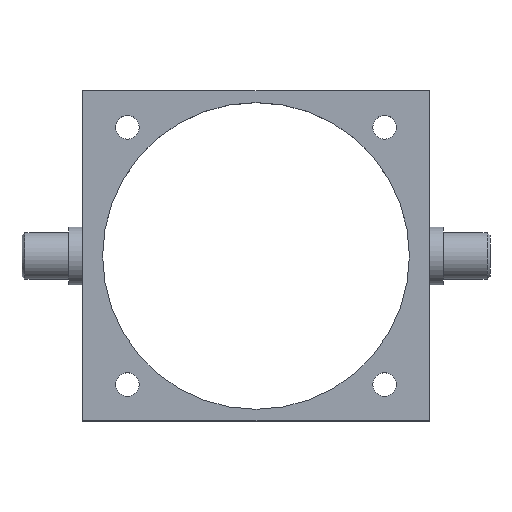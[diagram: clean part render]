
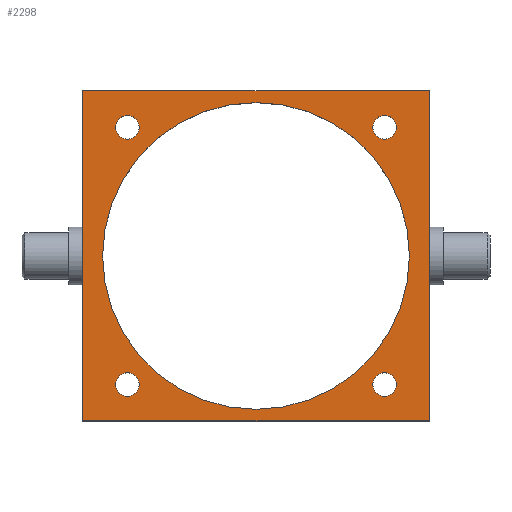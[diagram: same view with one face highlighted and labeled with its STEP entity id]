
A CAD part, top view. The second image highlights one B-rep face of the part: STEP entity #2298.
In plain terms, the highlighted planar face has unit normal (0, 0, 1).
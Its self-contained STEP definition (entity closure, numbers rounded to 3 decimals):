
#55 = ORIENTED_EDGE ( 'NONE', *, *, #1102, .T. ) ;
#264 = DIRECTION ( 'NONE',  ( 1., 0., 0. ) ) ;
#290 = DIRECTION ( 'NONE',  ( 1., 0., 0. ) ) ;
#371 = DIRECTION ( 'NONE',  ( 0., -1., 0. ) ) ;
#379 = CARTESIAN_POINT ( 'NONE',  ( -148., 141., 25. ) ) ;
#448 = CARTESIAN_POINT ( 'NONE',  ( 110., -110., 25. ) ) ;
#449 = DIRECTION ( 'NONE',  ( 0., 0., 1. ) ) ;
#450 = DIRECTION ( 'NONE',  ( 1., 0., 0. ) ) ;
#462 = CARTESIAN_POINT ( 'NONE',  ( 0., 0., 25. ) ) ;
#466 = CARTESIAN_POINT ( 'NONE',  ( -110., -110., 25. ) ) ;
#467 = CARTESIAN_POINT ( 'NONE',  ( -148., 141., 25. ) ) ;
#468 = DIRECTION ( 'NONE',  ( 0., 0., 1. ) ) ;
#469 = DIRECTION ( 'NONE',  ( 1., 0., 0. ) ) ;
#470 = DIRECTION ( 'NONE',  ( 0., 0., 1. ) ) ;
#471 = DIRECTION ( 'NONE',  ( 1., 0., 0. ) ) ;
#472 = CARTESIAN_POINT ( 'NONE',  ( 110., -110., 25. ) ) ;
#473 = DIRECTION ( 'NONE',  ( 0., 0., 1. ) ) ;
#477 = DIRECTION ( 'NONE',  ( 1., 0., 0. ) ) ;
#478 = CARTESIAN_POINT ( 'NONE',  ( 110., 110., 25. ) ) ;
#479 = DIRECTION ( 'NONE',  ( 0., 0., 1. ) ) ;
#480 = DIRECTION ( 'NONE',  ( 1., 0., 0. ) ) ;
#482 = DIRECTION ( 'NONE',  ( -1., 0., 0. ) ) ;
#485 = CARTESIAN_POINT ( 'NONE',  ( 0., 0., 25. ) ) ;
#492 = CARTESIAN_POINT ( 'NONE',  ( 148., 141., 25. ) ) ;
#493 = DIRECTION ( 'NONE',  ( 0., 1., 0. ) ) ;
#495 = DIRECTION ( 'NONE',  ( 0., 0., 1. ) ) ;
#496 = DIRECTION ( 'NONE',  ( 1., 0., 0. ) ) ;
#514 = DIRECTION ( 'NONE',  ( 1., 0., 0. ) ) ;
#515 = DIRECTION ( 'NONE',  ( 0., 0., 1. ) ) ;
#516 = CARTESIAN_POINT ( 'NONE',  ( -110., -110., 25. ) ) ;
#520 = DIRECTION ( 'NONE',  ( 1., 0., 0. ) ) ;
#525 = DIRECTION ( 'NONE',  ( 0., 0., 1. ) ) ;
#540 = CARTESIAN_POINT ( 'NONE',  ( -148., -141., 25. ) ) ;
#573 = CARTESIAN_POINT ( 'NONE',  ( 110., 110., 25. ) ) ;
#590 = DIRECTION ( 'NONE',  ( 1., 0., 0. ) ) ;
#594 = CARTESIAN_POINT ( 'NONE',  ( -110., 110., 25. ) ) ;
#625 = CARTESIAN_POINT ( 'NONE',  ( -110., 110., 25. ) ) ;
#824 = DIRECTION ( 'NONE',  ( 0., 0., 1. ) ) ;
#911 = DIRECTION ( 'NONE',  ( 0., 0., 1. ) ) ;
#929 = CARTESIAN_POINT ( 'NONE',  ( 148., 141., 25. ) ) ;
#941 = CARTESIAN_POINT ( 'NONE',  ( -99.875, 110., 25. ) ) ;
#969 = CARTESIAN_POINT ( 'NONE',  ( -131.1, 0., 25. ) ) ;
#976 = CARTESIAN_POINT ( 'NONE',  ( -99.875, -110., 25. ) ) ;
#978 = CARTESIAN_POINT ( 'NONE',  ( 99.875, -110., 25. ) ) ;
#999 = AXIS2_PLACEMENT_3D ( 'NONE', #516, #525, #264 ) ;
#1002 = AXIS2_PLACEMENT_3D ( 'NONE', #485, #495, #496 ) ;
#1009 = AXIS2_PLACEMENT_3D ( 'NONE', #478, #479, #480 ) ;
#1013 = AXIS2_PLACEMENT_3D ( 'NONE', #462, #470, #471 ) ;
#1019 = AXIS2_PLACEMENT_3D ( 'NONE', #466, #468, #469 ) ;
#1046 = AXIS2_PLACEMENT_3D ( 'NONE', #1532, #1375, #1427 ) ;
#1062 = EDGE_CURVE ( 'NONE', #2349, #2358, #1755, .T. ) ;
#1063 = EDGE_CURVE ( 'NONE', #2392, #2333, #1817, .T. ) ;
#1088 = EDGE_CURVE ( 'NONE', #2327, #2349, #2252, .T. ) ;
#1091 = EDGE_CURVE ( 'NONE', #2378, #2353, #2200, .T. ) ;
#1098 = EDGE_CURVE ( 'NONE', #2373, #2359, #1910, .T. ) ;
#1099 = EDGE_CURVE ( 'NONE', #2361, #2402, #2174, .T. ) ;
#1100 = EDGE_CURVE ( 'NONE', #2353, #2378, #2138, .T. ) ;
#1101 = EDGE_CURVE ( 'NONE', #2362, #2364, #2162, .T. ) ;
#1102 = EDGE_CURVE ( 'NONE', #2383, #2327, #2137, .T. ) ;
#1106 = EDGE_CURVE ( 'NONE', #2358, #2383, #2187, .T. ) ;
#1107 = EDGE_CURVE ( 'NONE', #2402, #2361, #2134, .T. ) ;
#1119 = EDGE_CURVE ( 'NONE', #2333, #2392, #2271, .T. ) ;
#1120 = EDGE_CURVE ( 'NONE', #2364, #2362, #1950, .T. ) ;
#1121 = EDGE_CURVE ( 'NONE', #2359, #2373, #2001, .T. ) ;
#1203 = AXIS2_PLACEMENT_3D ( 'NONE', #625, #911, #520 ) ;
#1206 = AXIS2_PLACEMENT_3D ( 'NONE', #448, #449, #450 ) ;
#1208 = AXIS2_PLACEMENT_3D ( 'NONE', #472, #473, #477 ) ;
#1209 = AXIS2_PLACEMENT_3D ( 'NONE', #573, #824, #590 ) ;
#1210 = AXIS2_PLACEMENT_3D ( 'NONE', #594, #515, #514 ) ;
#1283 = CARTESIAN_POINT ( 'NONE',  ( 120.125, -110., 25. ) ) ;
#1287 = CARTESIAN_POINT ( 'NONE',  ( -120.125, -110., 25. ) ) ;
#1336 = CARTESIAN_POINT ( 'NONE',  ( -120.125, 110., 25. ) ) ;
#1343 = CARTESIAN_POINT ( 'NONE',  ( -148., 141., 25. ) ) ;
#1366 = CARTESIAN_POINT ( 'NONE',  ( -148., -141., 25. ) ) ;
#1371 = CARTESIAN_POINT ( 'NONE',  ( 148., -141., 25. ) ) ;
#1375 = DIRECTION ( 'NONE',  ( 0., 0., 1. ) ) ;
#1413 = PLANE ( 'NONE',  #1046 ) ;
#1427 = DIRECTION ( 'NONE',  ( 1., 0., 0. ) ) ;
#1532 = CARTESIAN_POINT ( 'NONE',  ( -148., -141., 25. ) ) ;
#1634 = CARTESIAN_POINT ( 'NONE',  ( 131.1, 0., 25. ) ) ;
#1650 = CARTESIAN_POINT ( 'NONE',  ( 99.875, 110., 25. ) ) ;
#1668 = CARTESIAN_POINT ( 'NONE',  ( 120.125, 110., 25. ) ) ;
#1755 = LINE ( 'NONE', #540, #1841 ) ;
#1762 = ORIENTED_EDGE ( 'NONE', *, *, #1121, .F. ) ;
#1814 = ORIENTED_EDGE ( 'NONE', *, *, #1099, .F. ) ;
#1815 = ORIENTED_EDGE ( 'NONE', *, *, #1100, .F. ) ;
#1817 = CIRCLE ( 'NONE', #1203, 10.125 ) ;
#1841 = VECTOR ( 'NONE', #290, 1000. ) ;
#1879 = ORIENTED_EDGE ( 'NONE', *, *, #1062, .T. ) ;
#1880 = EDGE_LOOP ( 'NONE', ( #2045, #1762 ) ) ;
#1910 = CIRCLE ( 'NONE', #1019, 10.125 ) ;
#1922 = ORIENTED_EDGE ( 'NONE', *, *, #1120, .F. ) ;
#1948 = ORIENTED_EDGE ( 'NONE', *, *, #1088, .T. ) ;
#1950 = CIRCLE ( 'NONE', #1209, 10.125 ) ;
#1951 = EDGE_LOOP ( 'NONE', ( #2044, #2041 ) ) ;
#1952 = VECTOR ( 'NONE', #371, 1000. ) ;
#1960 = ORIENTED_EDGE ( 'NONE', *, *, #1106, .T. ) ;
#2001 = CIRCLE ( 'NONE', #999, 10.125 ) ;
#2015 = EDGE_LOOP ( 'NONE', ( #2089, #1922 ) ) ;
#2040 = ORIENTED_EDGE ( 'NONE', *, *, #1107, .F. ) ;
#2041 = ORIENTED_EDGE ( 'NONE', *, *, #1119, .F. ) ;
#2044 = ORIENTED_EDGE ( 'NONE', *, *, #1063, .F. ) ;
#2045 = ORIENTED_EDGE ( 'NONE', *, *, #1098, .F. ) ;
#2047 = ORIENTED_EDGE ( 'NONE', *, *, #1091, .F. ) ;
#2061 = FACE_OUTER_BOUND ( 'NONE', #2247, .T. ) ;
#2062 = FACE_BOUND ( 'NONE', #2235, .T. ) ;
#2064 = FACE_BOUND ( 'NONE', #1880, .T. ) ;
#2073 = FACE_BOUND ( 'NONE', #2237, .T. ) ;
#2079 = FACE_BOUND ( 'NONE', #1951, .T. ) ;
#2089 = ORIENTED_EDGE ( 'NONE', *, *, #1101, .F. ) ;
#2134 = CIRCLE ( 'NONE', #1002, 131.1 ) ;
#2137 = LINE ( 'NONE', #467, #2255 ) ;
#2138 = CIRCLE ( 'NONE', #1208, 10.125 ) ;
#2162 = CIRCLE ( 'NONE', #1009, 10.125 ) ;
#2174 = CIRCLE ( 'NONE', #1013, 131.1 ) ;
#2187 = LINE ( 'NONE', #492, #2256 ) ;
#2197 = FACE_BOUND ( 'NONE', #2015, .T. ) ;
#2200 = CIRCLE ( 'NONE', #1206, 10.125 ) ;
#2235 = EDGE_LOOP ( 'NONE', ( #1815, #2047 ) ) ;
#2237 = EDGE_LOOP ( 'NONE', ( #2040, #1814 ) ) ;
#2247 = EDGE_LOOP ( 'NONE', ( #1948, #1879, #1960, #55 ) ) ;
#2252 = LINE ( 'NONE', #379, #1952 ) ;
#2255 = VECTOR ( 'NONE', #482, 1000. ) ;
#2256 = VECTOR ( 'NONE', #493, 1000. ) ;
#2271 = CIRCLE ( 'NONE', #1210, 10.125 ) ;
#2298 = ADVANCED_FACE ( 'NONE', ( #2062, #2064, #2079, #2197, #2061, #2073 ), #1413, .T. ) ;
#2327 = VERTEX_POINT ( 'NONE', #1343 ) ;
#2333 = VERTEX_POINT ( 'NONE', #1336 ) ;
#2349 = VERTEX_POINT ( 'NONE', #1366 ) ;
#2353 = VERTEX_POINT ( 'NONE', #1283 ) ;
#2358 = VERTEX_POINT ( 'NONE', #1371 ) ;
#2359 = VERTEX_POINT ( 'NONE', #1287 ) ;
#2361 = VERTEX_POINT ( 'NONE', #1634 ) ;
#2362 = VERTEX_POINT ( 'NONE', #1668 ) ;
#2364 = VERTEX_POINT ( 'NONE', #1650 ) ;
#2373 = VERTEX_POINT ( 'NONE', #976 ) ;
#2378 = VERTEX_POINT ( 'NONE', #978 ) ;
#2383 = VERTEX_POINT ( 'NONE', #929 ) ;
#2392 = VERTEX_POINT ( 'NONE', #941 ) ;
#2402 = VERTEX_POINT ( 'NONE', #969 ) ;
